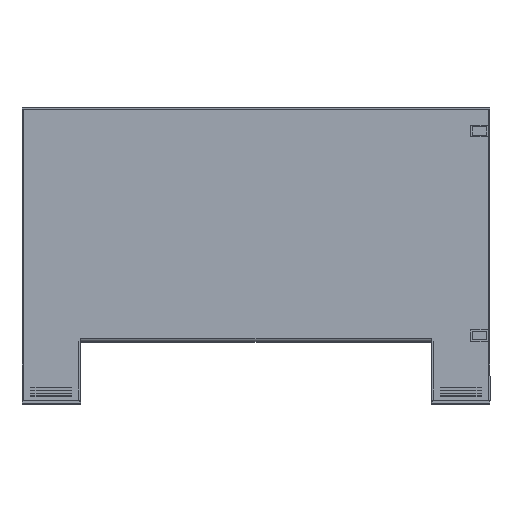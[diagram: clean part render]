
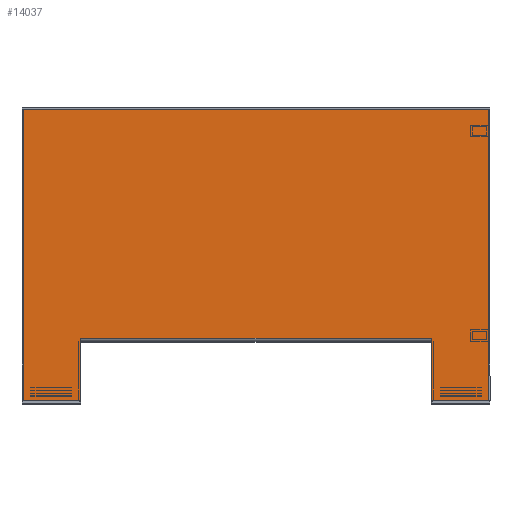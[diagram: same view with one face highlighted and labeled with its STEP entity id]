
A CAD part, top view. The second image highlights one B-rep face of the part: STEP entity #14037.
In plain terms, the highlighted face is planar.
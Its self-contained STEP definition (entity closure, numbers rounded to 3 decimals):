
#519 = DIRECTION ( 'NONE',  ( -1., 0., 0. ) ) ;
#544 = DIRECTION ( 'NONE',  ( 0., -1., 0. ) ) ;
#586 = EDGE_CURVE ( 'NONE', #6467, #29483, #28883, .T. ) ;
#752 = DIRECTION ( 'NONE',  ( 1., 0., 0. ) ) ;
#985 = CARTESIAN_POINT ( 'NONE',  ( 397., -250., -3. ) ) ;
#1726 = VERTEX_POINT ( 'NONE', #15963 ) ;
#2281 = ORIENTED_EDGE ( 'NONE', *, *, #20976, .F. ) ;
#2302 = DIRECTION ( 'NONE',  ( 0., 1., 0. ) ) ;
#2525 = ORIENTED_EDGE ( 'NONE', *, *, #3047, .T. ) ;
#2539 = VECTOR ( 'NONE', #21407, 1000. ) ;
#3047 = EDGE_CURVE ( 'NONE', #3336, #6467, #25452, .T. ) ;
#3101 = CARTESIAN_POINT ( 'NONE',  ( -300., -250., -3. ) ) ;
#3336 = VERTEX_POINT ( 'NONE', #26653 ) ;
#3396 = DIRECTION ( 'NONE',  ( 0., 0., 1. ) ) ;
#4087 = VERTEX_POINT ( 'NONE', #25058 ) ;
#4183 = ORIENTED_EDGE ( 'NONE', *, *, #15550, .F. ) ;
#4195 = LINE ( 'NONE', #12930, #18074 ) ;
#4742 = DIRECTION ( 'NONE',  ( -1., 0., 0. ) ) ;
#4905 = LINE ( 'NONE', #19636, #11846 ) ;
#5912 = VERTEX_POINT ( 'NONE', #26294 ) ;
#6467 = VERTEX_POINT ( 'NONE', #10713 ) ;
#6676 = CARTESIAN_POINT ( 'NONE',  ( -299.5, -144., -3. ) ) ;
#7792 = EDGE_CURVE ( 'NONE', #9522, #1726, #16891, .T. ) ;
#7894 = VERTEX_POINT ( 'NONE', #6676 ) ;
#8928 = CARTESIAN_POINT ( 'NONE',  ( -300., -144., -3. ) ) ;
#9011 = ORIENTED_EDGE ( 'NONE', *, *, #25421, .F. ) ;
#9522 = VERTEX_POINT ( 'NONE', #8928 ) ;
#10160 = LINE ( 'NONE', #14659, #2539 ) ;
#10713 = CARTESIAN_POINT ( 'NONE',  ( 300., -144., -3. ) ) ;
#10882 = ORIENTED_EDGE ( 'NONE', *, *, #13683, .F. ) ;
#11274 = CARTESIAN_POINT ( 'NONE',  ( 397., -250., -3. ) ) ;
#11846 = VECTOR ( 'NONE', #752, 1000. ) ;
#12639 = ORIENTED_EDGE ( 'NONE', *, *, #19734, .T. ) ;
#12817 = LINE ( 'NONE', #11274, #14250 ) ;
#12930 = CARTESIAN_POINT ( 'NONE',  ( -300., -144., -3. ) ) ;
#13683 = EDGE_CURVE ( 'NONE', #25468, #28143, #12817, .T. ) ;
#14037 = ADVANCED_FACE ( 'NONE', ( #24823 ), #15002, .F. ) ;
#14250 = VECTOR ( 'NONE', #2302, 1000. ) ;
#14315 = VECTOR ( 'NONE', #20944, 1000. ) ;
#14659 = CARTESIAN_POINT ( 'NONE',  ( -397., -250., -3. ) ) ;
#15002 = PLANE ( 'NONE',  #17676 ) ;
#15162 = DIRECTION ( 'NONE',  ( 1., 0., 0. ) ) ;
#15550 = EDGE_CURVE ( 'NONE', #3336, #25468, #25114, .T. ) ;
#15963 = CARTESIAN_POINT ( 'NONE',  ( -300., -250., -3. ) ) ;
#16859 = DIRECTION ( 'NONE',  ( 1., 0., 0. ) ) ;
#16891 = LINE ( 'NONE', #3101, #24963 ) ;
#17385 = EDGE_CURVE ( 'NONE', #9522, #7894, #4195, .T. ) ;
#17676 = AXIS2_PLACEMENT_3D ( 'NONE', #27115, #3396, #29235 ) ;
#17780 = VECTOR ( 'NONE', #16859, 1000. ) ;
#18074 = VECTOR ( 'NONE', #15162, 1000. ) ;
#18580 = CARTESIAN_POINT ( 'NONE',  ( -397., 247., -3. ) ) ;
#18906 = CARTESIAN_POINT ( 'NONE',  ( -397., -250., -3. ) ) ;
#19073 = ORIENTED_EDGE ( 'NONE', *, *, #21777, .F. ) ;
#19636 = CARTESIAN_POINT ( 'NONE',  ( -397., -250., -3. ) ) ;
#19734 = EDGE_CURVE ( 'NONE', #29483, #7894, #28621, .T. ) ;
#20198 = VECTOR ( 'NONE', #4742, 1000. ) ;
#20944 = DIRECTION ( 'NONE',  ( -1., 0., 0. ) ) ;
#20976 = EDGE_CURVE ( 'NONE', #28143, #5912, #24930, .T. ) ;
#21407 = DIRECTION ( 'NONE',  ( 0., -1., 0. ) ) ;
#21691 = DIRECTION ( 'NONE',  ( 0., 1., 0. ) ) ;
#21777 = EDGE_CURVE ( 'NONE', #4087, #1726, #4905, .T. ) ;
#22590 = ORIENTED_EDGE ( 'NONE', *, *, #17385, .F. ) ;
#22878 = VECTOR ( 'NONE', #21691, 1000. ) ;
#23796 = CARTESIAN_POINT ( 'NONE',  ( 300., -144., -3. ) ) ;
#24823 = FACE_OUTER_BOUND ( 'NONE', #26500, .T. ) ;
#24930 = LINE ( 'NONE', #18580, #14315 ) ;
#24963 = VECTOR ( 'NONE', #544, 1000. ) ;
#25058 = CARTESIAN_POINT ( 'NONE',  ( -397., -250., -3. ) ) ;
#25114 = LINE ( 'NONE', #18906, #17780 ) ;
#25421 = EDGE_CURVE ( 'NONE', #5912, #4087, #10160, .T. ) ;
#25452 = LINE ( 'NONE', #26308, #22878 ) ;
#25468 = VERTEX_POINT ( 'NONE', #985 ) ;
#25784 = CARTESIAN_POINT ( 'NONE',  ( 300., -144., -3. ) ) ;
#25957 = VECTOR ( 'NONE', #519, 1000. ) ;
#26294 = CARTESIAN_POINT ( 'NONE',  ( -397., 247., -3. ) ) ;
#26308 = CARTESIAN_POINT ( 'NONE',  ( 300., -250., -3. ) ) ;
#26500 = EDGE_LOOP ( 'NONE', ( #2525, #27316, #12639, #22590, #28798, #19073, #9011, #2281, #10882, #4183 ) ) ;
#26653 = CARTESIAN_POINT ( 'NONE',  ( 300., -250., -3. ) ) ;
#27115 = CARTESIAN_POINT ( 'NONE',  ( 0., 0., -3. ) ) ;
#27316 = ORIENTED_EDGE ( 'NONE', *, *, #586, .T. ) ;
#28143 = VERTEX_POINT ( 'NONE', #28764 ) ;
#28241 = CARTESIAN_POINT ( 'NONE',  ( 299.5, -144., -3. ) ) ;
#28621 = LINE ( 'NONE', #25784, #20198 ) ;
#28764 = CARTESIAN_POINT ( 'NONE',  ( 397., 247., -3. ) ) ;
#28798 = ORIENTED_EDGE ( 'NONE', *, *, #7792, .T. ) ;
#28883 = LINE ( 'NONE', #23796, #25957 ) ;
#29235 = DIRECTION ( 'NONE',  ( 1., 0., 0. ) ) ;
#29483 = VERTEX_POINT ( 'NONE', #28241 ) ;
